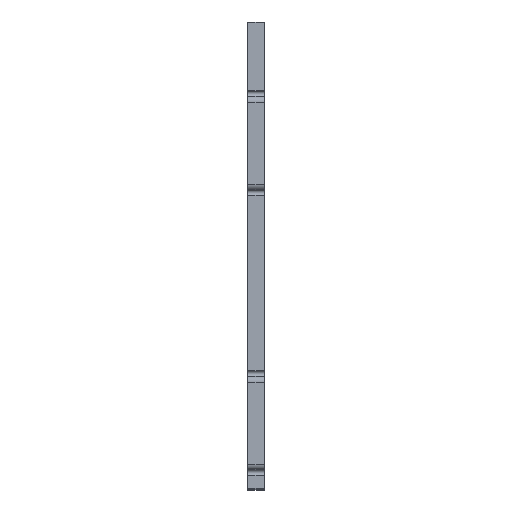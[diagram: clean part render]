
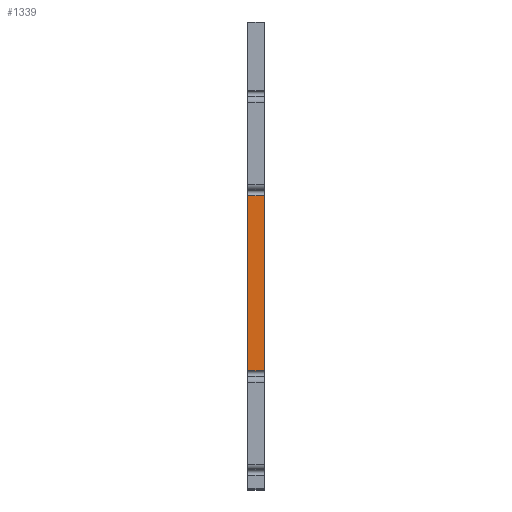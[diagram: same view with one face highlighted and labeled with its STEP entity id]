
A CAD part, top view. The second image highlights one B-rep face of the part: STEP entity #1339.
In plain terms, the highlighted planar face has unit normal (0, 0, 1).
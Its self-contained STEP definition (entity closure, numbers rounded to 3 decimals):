
#52=PLANE('',#1482);
#119=FACE_OUTER_BOUND('',#198,.T.);
#198=EDGE_LOOP('',(#1208,#1209,#1210,#1211));
#219=LINE('',#1922,#352);
#313=LINE('',#2214,#446);
#333=LINE('',#2257,#466);
#337=LINE('',#2263,#470);
#352=VECTOR('',#1523,10.);
#446=VECTOR('',#1801,10.);
#466=VECTOR('',#1851,10.);
#470=VECTOR('',#1859,10.);
#551=VERTEX_POINT('',#1919);
#552=VERTEX_POINT('',#1921);
#657=VERTEX_POINT('',#2211);
#658=VERTEX_POINT('',#2213);
#683=EDGE_CURVE('',#552,#551,#219,.T.);
#829=EDGE_CURVE('',#657,#658,#313,.T.);
#853=EDGE_CURVE('',#657,#552,#333,.T.);
#857=EDGE_CURVE('',#551,#658,#337,.T.);
#1208=ORIENTED_EDGE('',*,*,#853,.T.);
#1209=ORIENTED_EDGE('',*,*,#683,.T.);
#1210=ORIENTED_EDGE('',*,*,#857,.T.);
#1211=ORIENTED_EDGE('',*,*,#829,.F.);
#1339=ADVANCED_FACE('',(#119),#52,.T.);
#1482=AXIS2_PLACEMENT_3D('',#2264,#1860,#1861);
#1523=DIRECTION('',(0.,-1.,0.));
#1801=DIRECTION('',(0.,-1.,0.));
#1851=DIRECTION('',(-1.,0.,0.));
#1859=DIRECTION('',(1.,0.,0.));
#1860=DIRECTION('center_axis',(0.,0.,1.));
#1861=DIRECTION('ref_axis',(0.,-1.,0.));
#1919=CARTESIAN_POINT('',(0.,-73.875,-44.373));
#1921=CARTESIAN_POINT('',(0.,113.875,-44.373));
#1922=CARTESIAN_POINT('',(0.,300.,-44.373));
#2211=CARTESIAN_POINT('',(18.,113.875,-44.373));
#2213=CARTESIAN_POINT('',(18.,-73.875,-44.373));
#2214=CARTESIAN_POINT('',(18.,300.,-44.373));
#2257=CARTESIAN_POINT('',(0.,113.875,-44.373));
#2263=CARTESIAN_POINT('',(0.,-73.875,-44.373));
#2264=CARTESIAN_POINT('Origin',(0.,120.,-44.373));
